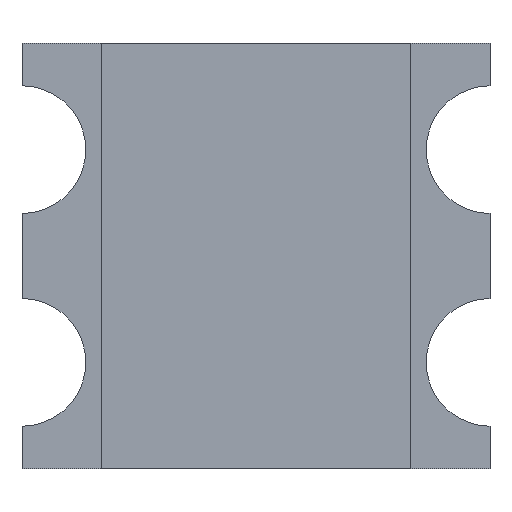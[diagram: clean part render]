
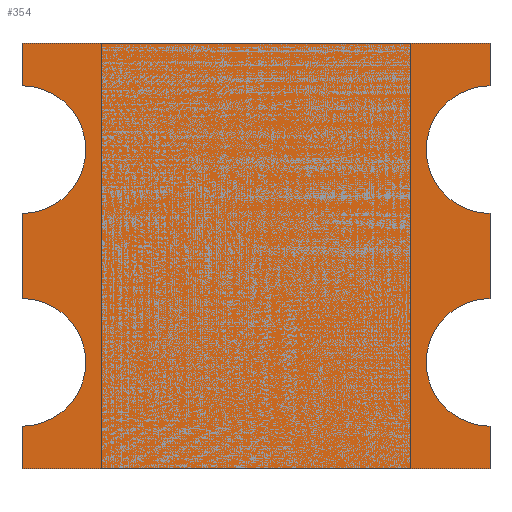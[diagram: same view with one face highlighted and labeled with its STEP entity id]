
A CAD part, front view. The second image highlights one B-rep face of the part: STEP entity #354.
In plain terms, the highlighted planar face has unit normal (0, -1, 0).
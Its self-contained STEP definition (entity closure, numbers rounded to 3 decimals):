
#17=CIRCLE('',#379,0.3);
#19=CIRCLE('',#383,0.3);
#21=CIRCLE('',#389,0.3);
#23=CIRCLE('',#393,0.3);
#42=FACE_OUTER_BOUND('',#62,.T.);
#62=EDGE_LOOP('',(#289,#290,#291,#292,#293,#294,#295,#296,#297,#298,#299,
#300));
#69=LINE('',#506,#109);
#73=LINE('',#514,#113);
#77=LINE('',#526,#117);
#81=LINE('',#538,#121);
#84=LINE('',#544,#124);
#87=LINE('',#550,#127);
#91=LINE('',#562,#131);
#95=LINE('',#573,#135);
#109=VECTOR('',#408,10.);
#113=VECTOR('',#414,10.);
#117=VECTOR('',#426,10.);
#121=VECTOR('',#438,10.);
#124=VECTOR('',#443,10.);
#127=VECTOR('',#448,10.);
#131=VECTOR('',#460,10.);
#135=VECTOR('',#472,10.);
#149=VERTEX_POINT('',#504);
#150=VERTEX_POINT('',#505);
#153=VERTEX_POINT('',#513);
#155=VERTEX_POINT('',#519);
#157=VERTEX_POINT('',#525);
#159=VERTEX_POINT('',#531);
#161=VERTEX_POINT('',#537);
#163=VERTEX_POINT('',#543);
#165=VERTEX_POINT('',#549);
#167=VERTEX_POINT('',#555);
#169=VERTEX_POINT('',#561);
#171=VERTEX_POINT('',#567);
#181=EDGE_CURVE('',#149,#150,#69,.T.);
#185=EDGE_CURVE('',#153,#149,#73,.T.);
#188=EDGE_CURVE('',#153,#155,#17,.T.);
#191=EDGE_CURVE('',#157,#155,#77,.T.);
#194=EDGE_CURVE('',#157,#159,#19,.T.);
#197=EDGE_CURVE('',#161,#159,#81,.T.);
#200=EDGE_CURVE('',#163,#161,#84,.T.);
#203=EDGE_CURVE('',#165,#163,#87,.T.);
#206=EDGE_CURVE('',#165,#167,#21,.T.);
#209=EDGE_CURVE('',#169,#167,#91,.T.);
#212=EDGE_CURVE('',#169,#171,#23,.T.);
#215=EDGE_CURVE('',#150,#171,#95,.T.);
#289=ORIENTED_EDGE('',*,*,#215,.F.);
#290=ORIENTED_EDGE('',*,*,#181,.F.);
#291=ORIENTED_EDGE('',*,*,#185,.F.);
#292=ORIENTED_EDGE('',*,*,#188,.T.);
#293=ORIENTED_EDGE('',*,*,#191,.F.);
#294=ORIENTED_EDGE('',*,*,#194,.T.);
#295=ORIENTED_EDGE('',*,*,#197,.F.);
#296=ORIENTED_EDGE('',*,*,#200,.F.);
#297=ORIENTED_EDGE('',*,*,#203,.F.);
#298=ORIENTED_EDGE('',*,*,#206,.T.);
#299=ORIENTED_EDGE('',*,*,#209,.F.);
#300=ORIENTED_EDGE('',*,*,#212,.T.);
#334=PLANE('',#397);
#354=ADVANCED_FACE('',(#42),#334,.F.);
#379=AXIS2_PLACEMENT_3D('',#520,#419,#420);
#383=AXIS2_PLACEMENT_3D('',#532,#431,#432);
#389=AXIS2_PLACEMENT_3D('',#556,#453,#454);
#393=AXIS2_PLACEMENT_3D('',#568,#465,#466);
#397=AXIS2_PLACEMENT_3D('',#576,#476,#477);
#408=DIRECTION('',(1.,0.,0.));
#414=DIRECTION('',(0.,0.,1.));
#419=DIRECTION('center_axis',(0.,1.,0.));
#420=DIRECTION('ref_axis',(1.,0.,0.));
#426=DIRECTION('',(0.,0.,1.));
#431=DIRECTION('center_axis',(0.,1.,0.));
#432=DIRECTION('ref_axis',(1.,0.,0.));
#438=DIRECTION('',(0.,0.,1.));
#443=DIRECTION('',(-1.,0.,0.));
#448=DIRECTION('',(0.,0.,-1.));
#453=DIRECTION('center_axis',(0.,1.,0.));
#454=DIRECTION('ref_axis',(1.,0.,0.));
#460=DIRECTION('',(0.,0.,-1.));
#465=DIRECTION('center_axis',(0.,1.,0.));
#466=DIRECTION('ref_axis',(1.,0.,0.));
#472=DIRECTION('',(0.,0.,-1.));
#476=DIRECTION('center_axis',(0.,1.,0.));
#477=DIRECTION('ref_axis',(1.,0.,0.));
#504=CARTESIAN_POINT('',(0.,0.,0.));
#505=CARTESIAN_POINT('',(2.2,0.,0.));
#506=CARTESIAN_POINT('',(0.,0.,0.));
#513=CARTESIAN_POINT('',(0.,0.,-0.2));
#514=CARTESIAN_POINT('',(0.,0.,-2.));
#519=CARTESIAN_POINT('',(0.,0.,-0.8));
#520=CARTESIAN_POINT('Origin',(0.,0.,-0.5));
#525=CARTESIAN_POINT('',(0.,0.,-1.2));
#526=CARTESIAN_POINT('',(0.,0.,-2.));
#531=CARTESIAN_POINT('',(0.,0.,-1.8));
#532=CARTESIAN_POINT('Origin',(0.,0.,-1.5));
#537=CARTESIAN_POINT('',(0.,0.,-2.));
#538=CARTESIAN_POINT('',(0.,0.,-2.));
#543=CARTESIAN_POINT('',(2.2,0.,-2.));
#544=CARTESIAN_POINT('',(2.2,0.,-2.));
#549=CARTESIAN_POINT('',(2.2,0.,-1.8));
#550=CARTESIAN_POINT('',(2.2,0.,0.));
#555=CARTESIAN_POINT('',(2.2,0.,-1.2));
#556=CARTESIAN_POINT('Origin',(2.2,0.,-1.5));
#561=CARTESIAN_POINT('',(2.2,0.,-0.8));
#562=CARTESIAN_POINT('',(2.2,0.,0.));
#567=CARTESIAN_POINT('',(2.2,0.,-0.2));
#568=CARTESIAN_POINT('Origin',(2.2,0.,-0.5));
#573=CARTESIAN_POINT('',(2.2,0.,0.));
#576=CARTESIAN_POINT('Origin',(1.1,0.,-1.));
